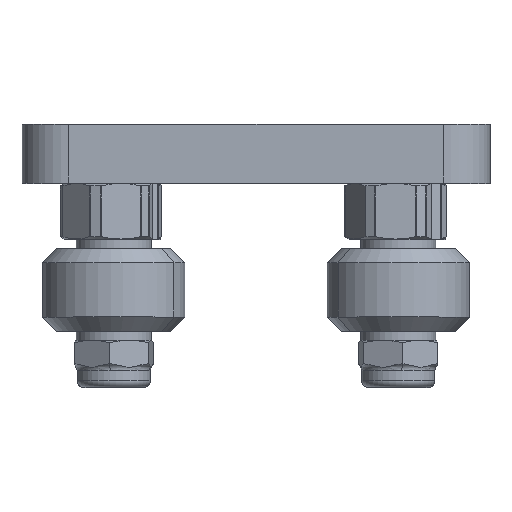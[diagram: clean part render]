
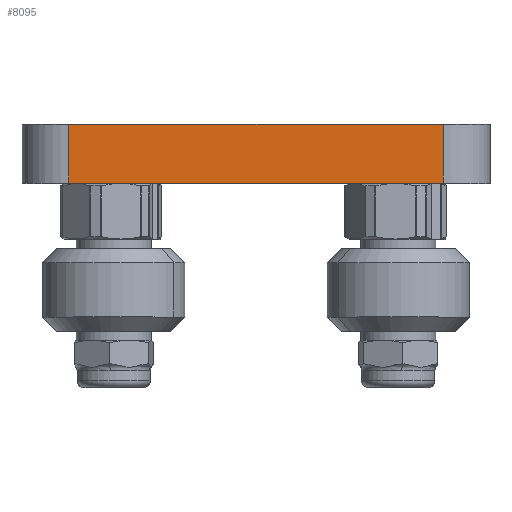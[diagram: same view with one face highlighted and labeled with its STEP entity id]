
A CAD part, top view. The second image highlights one B-rep face of the part: STEP entity #8095.
In plain terms, the highlighted face is planar.
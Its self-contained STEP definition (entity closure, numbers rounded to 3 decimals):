
#42 = CARTESIAN_POINT ( 'NONE',  ( 5., 0., 0. ) ) ;
#88 = LINE ( 'NONE', #2109, #5934 ) ;
#385 = ORIENTED_EDGE ( 'NONE', *, *, #8191, .F. ) ;
#1495 = CARTESIAN_POINT ( 'NONE',  ( 5., 0., 6.3 ) ) ;
#2109 = CARTESIAN_POINT ( 'NONE',  ( 50., 0., 6.3 ) ) ;
#2561 = EDGE_LOOP ( 'NONE', ( #3370, #10624, #385, #9624 ) ) ;
#2691 = AXIS2_PLACEMENT_3D ( 'NONE', #8323, #11363, #5500 ) ;
#2904 = LINE ( 'NONE', #8102, #4020 ) ;
#3120 = PLANE ( 'NONE',  #2691 ) ;
#3150 = DIRECTION ( 'NONE',  ( 0., 0., -1. ) ) ;
#3370 = ORIENTED_EDGE ( 'NONE', *, *, #4062, .T. ) ;
#3386 = VECTOR ( 'NONE', #3150, 1000. ) ;
#4020 = VECTOR ( 'NONE', #4127, 1000. ) ;
#4062 = EDGE_CURVE ( 'NONE', #6273, #12210, #6969, .T. ) ;
#4104 = LINE ( 'NONE', #9373, #3386 ) ;
#4127 = DIRECTION ( 'NONE',  ( 0., 0., 1. ) ) ;
#5018 = CARTESIAN_POINT ( 'NONE',  ( 45., 0., 0. ) ) ;
#5500 = DIRECTION ( 'NONE',  ( -1., 0., 0. ) ) ;
#5625 = EDGE_CURVE ( 'NONE', #12210, #12994, #2904, .T. ) ;
#5934 = VECTOR ( 'NONE', #8248, 1000. ) ;
#6029 = EDGE_CURVE ( 'NONE', #12870, #6273, #4104, .T. ) ;
#6181 = VECTOR ( 'NONE', #11091, 1000. ) ;
#6273 = VERTEX_POINT ( 'NONE', #42 ) ;
#6969 = LINE ( 'NONE', #10209, #6181 ) ;
#8095 = ADVANCED_FACE ( 'NONE', ( #8390 ), #3120, .F. ) ;
#8102 = CARTESIAN_POINT ( 'NONE',  ( 45., 0., 6.3 ) ) ;
#8191 = EDGE_CURVE ( 'NONE', #12870, #12994, #88, .T. ) ;
#8248 = DIRECTION ( 'NONE',  ( 1., 0., 0. ) ) ;
#8323 = CARTESIAN_POINT ( 'NONE',  ( 50., 0., 6.3 ) ) ;
#8390 = FACE_OUTER_BOUND ( 'NONE', #2561, .T. ) ;
#9373 = CARTESIAN_POINT ( 'NONE',  ( 5., 0., 6.3 ) ) ;
#9624 = ORIENTED_EDGE ( 'NONE', *, *, #6029, .T. ) ;
#10209 = CARTESIAN_POINT ( 'NONE',  ( 50., 0., 0. ) ) ;
#10624 = ORIENTED_EDGE ( 'NONE', *, *, #5625, .T. ) ;
#11091 = DIRECTION ( 'NONE',  ( 1., 0., 0. ) ) ;
#11128 = CARTESIAN_POINT ( 'NONE',  ( 45., 0., 6.3 ) ) ;
#11363 = DIRECTION ( 'NONE',  ( 0., 1., 0. ) ) ;
#12210 = VERTEX_POINT ( 'NONE', #5018 ) ;
#12870 = VERTEX_POINT ( 'NONE', #1495 ) ;
#12994 = VERTEX_POINT ( 'NONE', #11128 ) ;
